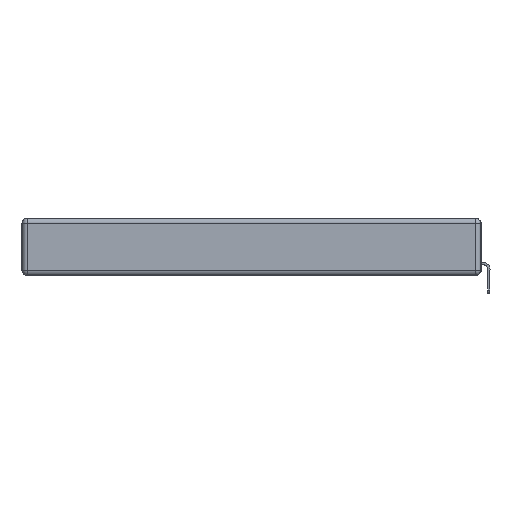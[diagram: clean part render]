
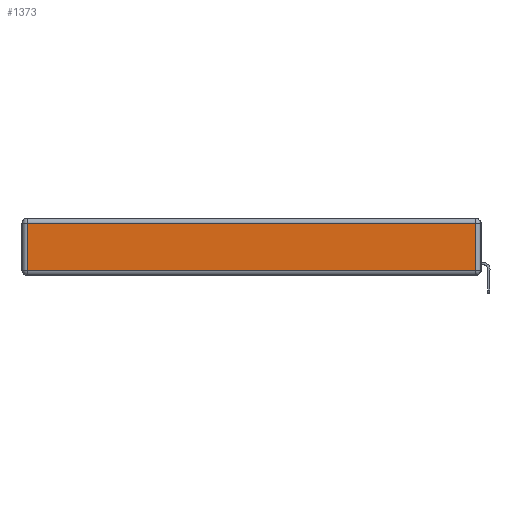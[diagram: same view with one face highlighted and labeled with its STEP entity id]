
A CAD part, left-side view. The second image highlights one B-rep face of the part: STEP entity #1373.
In plain terms, the highlighted planar face has unit normal (-1, 0, 0).
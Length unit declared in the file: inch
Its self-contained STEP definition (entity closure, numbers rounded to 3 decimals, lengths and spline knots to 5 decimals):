
#336 = LINE ( 'NONE', #15263, #19960 ) ;
#1027 = AXIS2_PLACEMENT_3D ( 'NONE', #15929, #16095, #18007 ) ;
#1373 = ADVANCED_FACE ( 'NONE', ( #21817 ), #8847, .T. ) ;
#1736 = CARTESIAN_POINT ( 'NONE',  ( 0., 0., -0.313 ) ) ;
#1921 = VECTOR ( 'NONE', #6857, 39.37008 ) ;
#6360 = CARTESIAN_POINT ( 'NONE',  ( 0., 2.72, -0.343 ) ) ;
#6605 = CARTESIAN_POINT ( 'NONE',  ( 0., 0.03, -0.313 ) ) ;
#6857 = DIRECTION ( 'NONE',  ( 0., 1., 0. ) ) ;
#6942 = CARTESIAN_POINT ( 'NONE',  ( 0., 2.75, -0.03 ) ) ;
#7093 = DIRECTION ( 'NONE',  ( 0., -1., 0. ) ) ;
#7846 = VECTOR ( 'NONE', #7093, 39.37008 ) ;
#7865 = LINE ( 'NONE', #6942, #1921 ) ;
#8847 = PLANE ( 'NONE',  #1027 ) ;
#10391 = VERTEX_POINT ( 'NONE', #6605 ) ;
#11670 = EDGE_CURVE ( 'NONE', #19580, #14318, #7865, .T. ) ;
#11718 = ORIENTED_EDGE ( 'NONE', *, *, #11670, .T. ) ;
#11841 = EDGE_CURVE ( 'NONE', #23027, #10391, #17547, .T. ) ;
#11915 = CARTESIAN_POINT ( 'NONE',  ( 0., 0.03, -0.03 ) ) ;
#12498 = LINE ( 'NONE', #6360, #22695 ) ;
#13611 = DIRECTION ( 'NONE',  ( 0., 0., -1. ) ) ;
#13965 = EDGE_CURVE ( 'NONE', #10391, #19580, #336, .T. ) ;
#14318 = VERTEX_POINT ( 'NONE', #16202 ) ;
#15263 = CARTESIAN_POINT ( 'NONE',  ( 0., 0.03, -0.343 ) ) ;
#15279 = CARTESIAN_POINT ( 'NONE',  ( 0., 2.72, -0.313 ) ) ;
#15929 = CARTESIAN_POINT ( 'NONE',  ( 0., 0., -0.343 ) ) ;
#16095 = DIRECTION ( 'NONE',  ( -1., 0., 0. ) ) ;
#16202 = CARTESIAN_POINT ( 'NONE',  ( 0., 2.72, -0.03 ) ) ;
#17168 = DIRECTION ( 'NONE',  ( 0., 0., 1. ) ) ;
#17483 = ORIENTED_EDGE ( 'NONE', *, *, #17953, .T. ) ;
#17547 = LINE ( 'NONE', #1736, #7846 ) ;
#17953 = EDGE_CURVE ( 'NONE', #14318, #23027, #12498, .T. ) ;
#18007 = DIRECTION ( 'NONE',  ( 0., 0., 1. ) ) ;
#19580 = VERTEX_POINT ( 'NONE', #11915 ) ;
#19646 = EDGE_LOOP ( 'NONE', ( #21252, #22374, #11718, #17483 ) ) ;
#19960 = VECTOR ( 'NONE', #17168, 39.37008 ) ;
#21252 = ORIENTED_EDGE ( 'NONE', *, *, #11841, .T. ) ;
#21817 = FACE_OUTER_BOUND ( 'NONE', #19646, .T. ) ;
#22374 = ORIENTED_EDGE ( 'NONE', *, *, #13965, .T. ) ;
#22695 = VECTOR ( 'NONE', #13611, 39.37008 ) ;
#23027 = VERTEX_POINT ( 'NONE', #15279 ) ;
